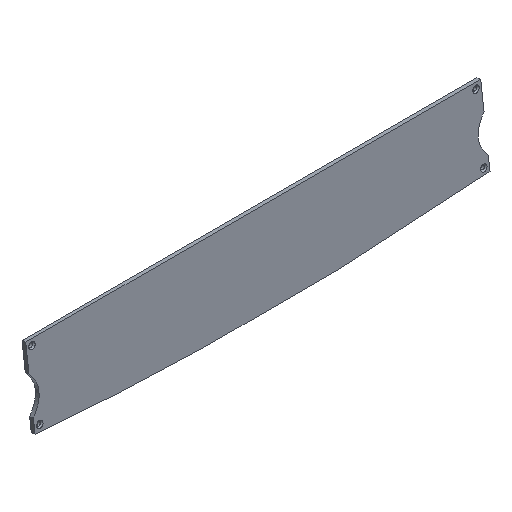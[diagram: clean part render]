
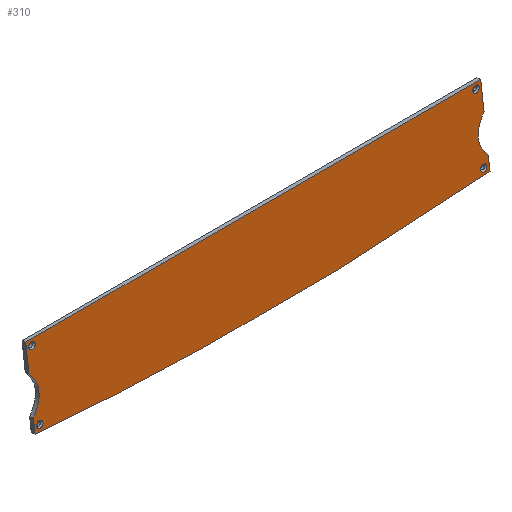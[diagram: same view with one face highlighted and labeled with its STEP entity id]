
A CAD part, isometric view. The second image highlights one B-rep face of the part: STEP entity #310.
In plain terms, the highlighted planar face has unit normal (0, -0.993, 0.122).
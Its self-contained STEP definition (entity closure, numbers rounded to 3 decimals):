
#23=FACE_BOUND('',#110,.T.);
#24=FACE_BOUND('',#111,.T.);
#25=FACE_BOUND('',#112,.T.);
#26=FACE_BOUND('',#113,.T.);
#31=CIRCLE('',#342,2.5);
#32=CIRCLE('',#343,2.5);
#33=CIRCLE('',#344,2.5);
#34=CIRCLE('',#345,2.5);
#43=LINE('',#503,#63);
#44=LINE('',#513,#64);
#45=LINE('',#523,#65);
#46=LINE('',#525,#66);
#47=LINE('',#526,#67);
#63=VECTOR('',#372,10.);
#64=VECTOR('',#373,10.);
#65=VECTOR('',#374,10.);
#66=VECTOR('',#375,10.);
#67=VECTOR('',#376,10.);
#83=PLANE('',#341);
#91=FACE_OUTER_BOUND('',#109,.T.);
#109=EDGE_LOOP('',(#222,#223,#224,#225,#226,#227,#228,#229));
#110=EDGE_LOOP('',(#230));
#111=EDGE_LOOP('',(#231));
#112=EDGE_LOOP('',(#232));
#113=EDGE_LOOP('',(#233));
#136=B_SPLINE_CURVE_WITH_KNOTS('',3,(#488,#489,#490,#491,#492,#493,#494),
 .UNSPECIFIED.,.F.,.F.,(4,3,4),(0.002,0.503,0.997),
 .UNSPECIFIED.);
#138=B_SPLINE_CURVE_WITH_KNOTS('',3,(#505,#506,#507,#508,#509,#510,#511),
 .UNSPECIFIED.,.F.,.F.,(4,3,4),(0.001,0.5,0.999),
 .UNSPECIFIED.);
#139=B_SPLINE_CURVE_WITH_KNOTS('',3,(#515,#516,#517,#518,#519,#520,#521),
 .UNSPECIFIED.,.F.,.F.,(4,3,4),(-0.997,-0.497,-0.002),
 .UNSPECIFIED.);
#148=VERTEX_POINT('',#480);
#149=VERTEX_POINT('',#487);
#150=VERTEX_POINT('',#502);
#151=VERTEX_POINT('',#504);
#152=VERTEX_POINT('',#512);
#153=VERTEX_POINT('',#514);
#154=VERTEX_POINT('',#522);
#155=VERTEX_POINT('',#524);
#156=VERTEX_POINT('',#527);
#157=VERTEX_POINT('',#529);
#158=VERTEX_POINT('',#531);
#159=VERTEX_POINT('',#533);
#176=EDGE_CURVE('',#149,#148,#136,.T.);
#178=EDGE_CURVE('',#148,#150,#43,.F.);
#179=EDGE_CURVE('',#151,#150,#138,.T.);
#180=EDGE_CURVE('',#151,#152,#44,.F.);
#181=EDGE_CURVE('',#152,#153,#139,.T.);
#182=EDGE_CURVE('',#153,#154,#45,.F.);
#183=EDGE_CURVE('',#154,#155,#46,.F.);
#184=EDGE_CURVE('',#155,#149,#47,.F.);
#185=EDGE_CURVE('',#156,#156,#31,.T.);
#186=EDGE_CURVE('',#157,#157,#32,.T.);
#187=EDGE_CURVE('',#158,#158,#33,.T.);
#188=EDGE_CURVE('',#159,#159,#34,.T.);
#222=ORIENTED_EDGE('',*,*,#176,.T.);
#223=ORIENTED_EDGE('',*,*,#178,.T.);
#224=ORIENTED_EDGE('',*,*,#179,.F.);
#225=ORIENTED_EDGE('',*,*,#180,.T.);
#226=ORIENTED_EDGE('',*,*,#181,.T.);
#227=ORIENTED_EDGE('',*,*,#182,.T.);
#228=ORIENTED_EDGE('',*,*,#183,.T.);
#229=ORIENTED_EDGE('',*,*,#184,.T.);
#230=ORIENTED_EDGE('',*,*,#185,.T.);
#231=ORIENTED_EDGE('',*,*,#186,.T.);
#232=ORIENTED_EDGE('',*,*,#187,.T.);
#233=ORIENTED_EDGE('',*,*,#188,.T.);
#310=ADVANCED_FACE('',(#91,#23,#24,#25,#26),#83,.T.);
#341=AXIS2_PLACEMENT_3D('',#501,#370,#371);
#342=AXIS2_PLACEMENT_3D('',#528,#377,#378);
#343=AXIS2_PLACEMENT_3D('',#530,#379,#380);
#344=AXIS2_PLACEMENT_3D('',#532,#381,#382);
#345=AXIS2_PLACEMENT_3D('',#534,#383,#384);
#370=DIRECTION('center_axis',(0.,-0.993,
0.122));
#371=DIRECTION('ref_axis',(1.,0.,0.));
#372=DIRECTION('',(0.,0.122,0.993));
#373=DIRECTION('',(0.,-0.122,-0.993));
#374=DIRECTION('',(0.,-0.122,-0.993));
#375=DIRECTION('',(1.,0.,0.));
#376=DIRECTION('',(0.,0.122,0.993));
#377=DIRECTION('center_axis',(0.,0.993,-0.122));
#378=DIRECTION('ref_axis',(0.,-0.122,-0.993));
#379=DIRECTION('center_axis',(0.,0.993,-0.122));
#380=DIRECTION('ref_axis',(0.,-0.122,-0.993));
#381=DIRECTION('center_axis',(0.,0.993,-0.122));
#382=DIRECTION('ref_axis',(0.,-0.122,-0.993));
#383=DIRECTION('center_axis',(0.,0.993,-0.122));
#384=DIRECTION('ref_axis',(0.,-0.122,-0.993));
#480=CARTESIAN_POINT('',(-7.575,-18.537,36.946));
#487=CARTESIAN_POINT('',(-7.575,-15.089,65.027));
#488=CARTESIAN_POINT('Ctrl Pts',(-7.575,-15.089,65.027));
#489=CARTESIAN_POINT('Ctrl Pts',(-2.308,-15.803,59.213));
#490=CARTESIAN_POINT('Ctrl Pts',(-0.937,-16.455,53.902));
#491=CARTESIAN_POINT('Ctrl Pts',(-1.532,-17.039,49.148));
#492=CARTESIAN_POINT('Ctrl Pts',(-2.119,-17.614,44.46));
#493=CARTESIAN_POINT('Ctrl Pts',(-4.603,-18.122,40.326));
#494=CARTESIAN_POINT('Ctrl Pts',(-7.575,-18.537,36.946));
#501=CARTESIAN_POINT('Origin',(171.45,-16.62,52.556));
#502=CARTESIAN_POINT('',(-7.575,-19.807,26.6));
#503=CARTESIAN_POINT('',(-7.575,-18.225,39.486));
#504=CARTESIAN_POINT('',(350.475,-19.807,26.6));
#505=CARTESIAN_POINT('Ctrl Pts',(350.475,-19.807,26.6));
#506=CARTESIAN_POINT('Ctrl Pts',(290.8,-20.359,22.108));
#507=CARTESIAN_POINT('Ctrl Pts',(231.125,-20.68,19.493));
#508=CARTESIAN_POINT('Ctrl Pts',(171.451,-20.68,19.493));
#509=CARTESIAN_POINT('Ctrl Pts',(111.776,-20.68,19.493));
#510=CARTESIAN_POINT('Ctrl Pts',(52.101,-20.359,22.108));
#511=CARTESIAN_POINT('Ctrl Pts',(-7.575,-19.807,26.6));
#512=CARTESIAN_POINT('',(350.475,-18.537,36.946));
#513=CARTESIAN_POINT('',(350.475,-14.569,69.266));
#514=CARTESIAN_POINT('',(350.475,-15.089,65.027));
#515=CARTESIAN_POINT('Ctrl Pts',(350.475,-18.537,36.946));
#516=CARTESIAN_POINT('Ctrl Pts',(347.468,-18.117,40.366));
#517=CARTESIAN_POINT('Ctrl Pts',(344.96,-17.603,44.556));
#518=CARTESIAN_POINT('Ctrl Pts',(344.412,-17.019,49.313));
#519=CARTESIAN_POINT('Ctrl Pts',(343.87,-16.44,54.025));
#520=CARTESIAN_POINT('Ctrl Pts',(345.269,-15.795,59.281));
#521=CARTESIAN_POINT('Ctrl Pts',(350.475,-15.089,65.027));
#522=CARTESIAN_POINT('',(350.475,-12.541,85.776));
#523=CARTESIAN_POINT('',(350.475,-14.569,69.266));
#524=CARTESIAN_POINT('',(-7.575,-12.541,85.776));
#525=CARTESIAN_POINT('',(81.838,-12.541,85.776));
#526=CARTESIAN_POINT('',(-7.575,-18.225,39.486));
#527=CARTESIAN_POINT('',(-3.275,-18.977,33.364));
#528=CARTESIAN_POINT('Origin',(-3.275,-19.282,30.883));
#529=CARTESIAN_POINT('',(346.175,-18.977,33.364));
#530=CARTESIAN_POINT('Origin',(346.175,-19.282,30.883));
#531=CARTESIAN_POINT('',(346.175,-12.761,83.99));
#532=CARTESIAN_POINT('Origin',(346.175,-13.065,81.509));
#533=CARTESIAN_POINT('',(-3.275,-12.761,83.99));
#534=CARTESIAN_POINT('Origin',(-3.275,-13.065,81.509));
